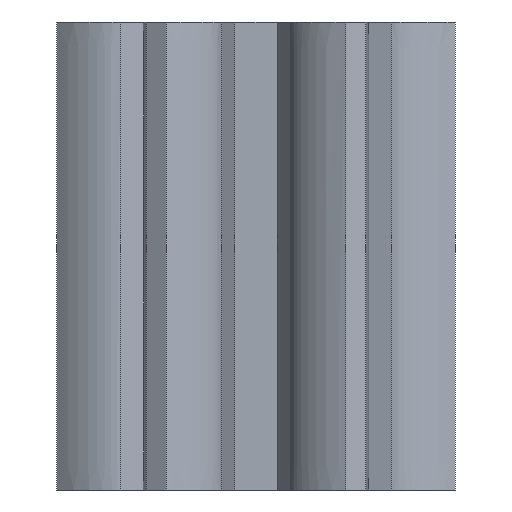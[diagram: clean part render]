
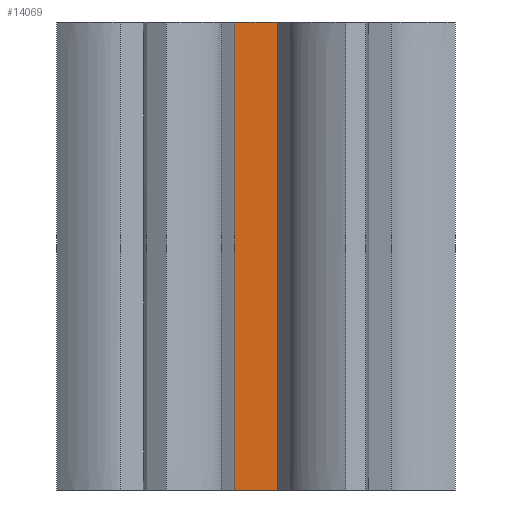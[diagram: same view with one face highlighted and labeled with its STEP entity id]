
A CAD part, front view. The second image highlights one B-rep face of the part: STEP entity #14069.
In plain terms, the highlighted face is a extrusion surface.
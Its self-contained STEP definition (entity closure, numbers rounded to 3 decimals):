
#93 = PLANE('',#94);
#94 = AXIS2_PLACEMENT_3D('',#95,#96,#97);
#95 = CARTESIAN_POINT('',(0.,0.,9.375));
#96 = DIRECTION('',(0.,0.,1.));
#97 = DIRECTION('',(1.,0.,0.));
#168 = PLANE('',#169);
#169 = AXIS2_PLACEMENT_3D('',#170,#171,#172);
#170 = CARTESIAN_POINT('',(0.,0.,0.));
#171 = DIRECTION('',(0.,0.,1.));
#172 = DIRECTION('',(1.,0.,0.));
#1617 = VERTEX_POINT('',#1618);
#1618 = CARTESIAN_POINT('',(-0.428,-1.697,0.));
#1630 = SURFACE_OF_LINEAR_EXTRUSION('',#1631,#1634);
#1631 = B_SPLINE_CURVE_WITH_KNOTS('',1,(#1632,#1633),.UNSPECIFIED.,.F.,
  .F.,(2,2),(0.,1.069),.PIECEWISE_BEZIER_KNOTS.);
#1632 = CARTESIAN_POINT('',(-0.689,-2.734,0.));
#1633 = CARTESIAN_POINT('',(-0.428,-1.697,0.));
#1634 = VECTOR('',#1635,1.);
#1635 = DIRECTION('',(-0.,-0.,-1.));
#1643 = EDGE_CURVE('',#1617,#1644,#1646,.T.);
#1644 = VERTEX_POINT('',#1645);
#1645 = CARTESIAN_POINT('',(0.428,-1.697,0.));
#1646 = SURFACE_CURVE('',#1647,(#1650,#1656),.PCURVE_S1.);
#1647 = B_SPLINE_CURVE_WITH_KNOTS('',1,(#1648,#1649),.UNSPECIFIED.,.F.,
  .F.,(2,2),(0.,0.855),.PIECEWISE_BEZIER_KNOTS.);
#1648 = CARTESIAN_POINT('',(-0.428,-1.697,0.));
#1649 = CARTESIAN_POINT('',(0.428,-1.697,0.));
#1650 = PCURVE('',#168,#1651);
#1651 = DEFINITIONAL_REPRESENTATION('',(#1652),#1655);
#1652 = B_SPLINE_CURVE_WITH_KNOTS('',1,(#1653,#1654),.UNSPECIFIED.,.F.,
  .F.,(2,2),(0.,0.855),.PIECEWISE_BEZIER_KNOTS.);
#1653 = CARTESIAN_POINT('',(-0.428,-1.697));
#1654 = CARTESIAN_POINT('',(0.428,-1.697));
#1655 = ( GEOMETRIC_REPRESENTATION_CONTEXT(2) 
PARAMETRIC_REPRESENTATION_CONTEXT() REPRESENTATION_CONTEXT('2D SPACE',''
  ) );
#1656 = PCURVE('',#1657,#1663);
#1657 = SURFACE_OF_LINEAR_EXTRUSION('',#1658,#1661);
#1658 = B_SPLINE_CURVE_WITH_KNOTS('',1,(#1659,#1660),.UNSPECIFIED.,.F.,
  .F.,(2,2),(0.,0.855),.PIECEWISE_BEZIER_KNOTS.);
#1659 = CARTESIAN_POINT('',(-0.428,-1.697,0.));
#1660 = CARTESIAN_POINT('',(0.428,-1.697,0.));
#1661 = VECTOR('',#1662,1.);
#1662 = DIRECTION('',(-0.,-0.,-1.));
#1663 = DEFINITIONAL_REPRESENTATION('',(#1664),#1668);
#1664 = LINE('',#1665,#1666);
#1665 = CARTESIAN_POINT('',(0.,0.));
#1666 = VECTOR('',#1667,1.);
#1667 = DIRECTION('',(1.,0.));
#1668 = ( GEOMETRIC_REPRESENTATION_CONTEXT(2) 
PARAMETRIC_REPRESENTATION_CONTEXT() REPRESENTATION_CONTEXT('2D SPACE',''
  ) );
#1684 = SURFACE_OF_LINEAR_EXTRUSION('',#1685,#1688);
#1685 = B_SPLINE_CURVE_WITH_KNOTS('',1,(#1686,#1687),.UNSPECIFIED.,.F.,
  .F.,(2,2),(0.,1.069),.PIECEWISE_BEZIER_KNOTS.);
#1686 = CARTESIAN_POINT('',(0.428,-1.697,0.));
#1687 = CARTESIAN_POINT('',(0.689,-2.734,0.));
#1688 = VECTOR('',#1689,1.);
#1689 = DIRECTION('',(-0.,-0.,-1.));
#2839 = VERTEX_POINT('',#2840);
#2840 = CARTESIAN_POINT('',(-0.428,-1.697,9.375));
#2859 = EDGE_CURVE('',#2839,#2860,#2862,.T.);
#2860 = VERTEX_POINT('',#2861);
#2861 = CARTESIAN_POINT('',(0.428,-1.697,9.375));
#2862 = SURFACE_CURVE('',#2863,(#2866,#2872),.PCURVE_S1.);
#2863 = B_SPLINE_CURVE_WITH_KNOTS('',1,(#2864,#2865),.UNSPECIFIED.,.F.,
  .F.,(2,2),(0.,0.855),.PIECEWISE_BEZIER_KNOTS.);
#2864 = CARTESIAN_POINT('',(-0.428,-1.697,9.375));
#2865 = CARTESIAN_POINT('',(0.428,-1.697,9.375));
#2866 = PCURVE('',#93,#2867);
#2867 = DEFINITIONAL_REPRESENTATION('',(#2868),#2871);
#2868 = B_SPLINE_CURVE_WITH_KNOTS('',1,(#2869,#2870),.UNSPECIFIED.,.F.,
  .F.,(2,2),(0.,0.855),.PIECEWISE_BEZIER_KNOTS.);
#2869 = CARTESIAN_POINT('',(-0.428,-1.697));
#2870 = CARTESIAN_POINT('',(0.428,-1.697));
#2871 = ( GEOMETRIC_REPRESENTATION_CONTEXT(2) 
PARAMETRIC_REPRESENTATION_CONTEXT() REPRESENTATION_CONTEXT('2D SPACE',''
  ) );
#2872 = PCURVE('',#1657,#2873);
#2873 = DEFINITIONAL_REPRESENTATION('',(#2874),#2878);
#2874 = LINE('',#2875,#2876);
#2875 = CARTESIAN_POINT('',(0.,-9.375));
#2876 = VECTOR('',#2877,1.);
#2877 = DIRECTION('',(1.,0.));
#2878 = ( GEOMETRIC_REPRESENTATION_CONTEXT(2) 
PARAMETRIC_REPRESENTATION_CONTEXT() REPRESENTATION_CONTEXT('2D SPACE',''
  ) );
#14019 = EDGE_CURVE('',#1644,#2860,#14020,.T.);
#14020 = SURFACE_CURVE('',#14021,(#14025,#14032),.PCURVE_S1.);
#14021 = LINE('',#14022,#14023);
#14022 = CARTESIAN_POINT('',(0.428,-1.697,0.));
#14023 = VECTOR('',#14024,1.);
#14024 = DIRECTION('',(0.,0.,1.));
#14025 = PCURVE('',#1684,#14026);
#14026 = DEFINITIONAL_REPRESENTATION('',(#14027),#14031);
#14027 = LINE('',#14028,#14029);
#14028 = CARTESIAN_POINT('',(0.,0.));
#14029 = VECTOR('',#14030,1.);
#14030 = DIRECTION('',(0.,-1.));
#14031 = ( GEOMETRIC_REPRESENTATION_CONTEXT(2) 
PARAMETRIC_REPRESENTATION_CONTEXT() REPRESENTATION_CONTEXT('2D SPACE',''
  ) );
#14032 = PCURVE('',#1657,#14033);
#14033 = DEFINITIONAL_REPRESENTATION('',(#14034),#14038);
#14034 = LINE('',#14035,#14036);
#14035 = CARTESIAN_POINT('',(0.855,0.));
#14036 = VECTOR('',#14037,1.);
#14037 = DIRECTION('',(0.,-1.));
#14038 = ( GEOMETRIC_REPRESENTATION_CONTEXT(2) 
PARAMETRIC_REPRESENTATION_CONTEXT() REPRESENTATION_CONTEXT('2D SPACE',''
  ) );
#14069 = ADVANCED_FACE('',(#14070),#1657,.F.);
#14070 = FACE_BOUND('',#14071,.F.);
#14071 = EDGE_LOOP('',(#14072,#14093,#14094,#14095));
#14072 = ORIENTED_EDGE('',*,*,#14073,.T.);
#14073 = EDGE_CURVE('',#1617,#2839,#14074,.T.);
#14074 = SURFACE_CURVE('',#14075,(#14079,#14086),.PCURVE_S1.);
#14075 = LINE('',#14076,#14077);
#14076 = CARTESIAN_POINT('',(-0.428,-1.697,0.));
#14077 = VECTOR('',#14078,1.);
#14078 = DIRECTION('',(0.,0.,1.));
#14079 = PCURVE('',#1657,#14080);
#14080 = DEFINITIONAL_REPRESENTATION('',(#14081),#14085);
#14081 = LINE('',#14082,#14083);
#14082 = CARTESIAN_POINT('',(0.,0.));
#14083 = VECTOR('',#14084,1.);
#14084 = DIRECTION('',(0.,-1.));
#14085 = ( GEOMETRIC_REPRESENTATION_CONTEXT(2) 
PARAMETRIC_REPRESENTATION_CONTEXT() REPRESENTATION_CONTEXT('2D SPACE',''
  ) );
#14086 = PCURVE('',#1630,#14087);
#14087 = DEFINITIONAL_REPRESENTATION('',(#14088),#14092);
#14088 = LINE('',#14089,#14090);
#14089 = CARTESIAN_POINT('',(1.069,0.));
#14090 = VECTOR('',#14091,1.);
#14091 = DIRECTION('',(0.,-1.));
#14092 = ( GEOMETRIC_REPRESENTATION_CONTEXT(2) 
PARAMETRIC_REPRESENTATION_CONTEXT() REPRESENTATION_CONTEXT('2D SPACE',''
  ) );
#14093 = ORIENTED_EDGE('',*,*,#2859,.T.);
#14094 = ORIENTED_EDGE('',*,*,#14019,.F.);
#14095 = ORIENTED_EDGE('',*,*,#1643,.F.);
